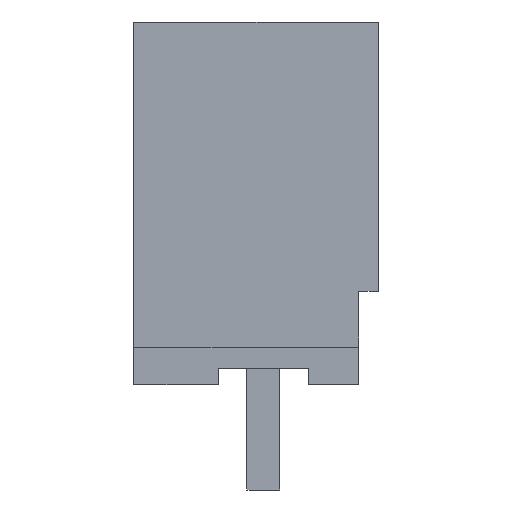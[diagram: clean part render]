
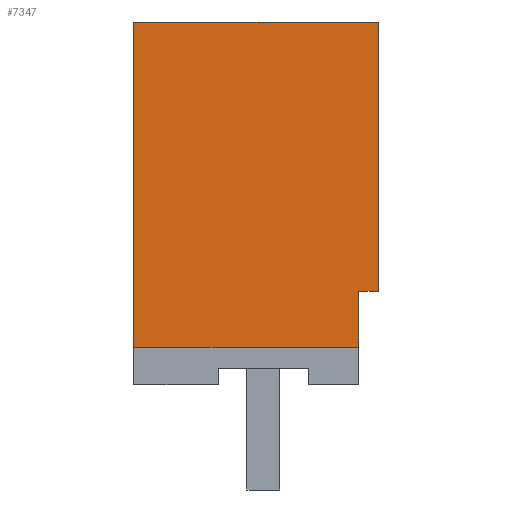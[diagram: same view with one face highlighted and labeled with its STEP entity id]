
A CAD part, left-side view. The second image highlights one B-rep face of the part: STEP entity #7347.
In plain terms, the highlighted planar face has unit normal (-1, 0, 0).
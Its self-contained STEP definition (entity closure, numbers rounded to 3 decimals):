
#7318=AXIS2_PLACEMENT_3D('Plane Axis2P3D',#7315,#7316,#7317) ;
#233=CARTESIAN_POINT('Vertex',(0.,7.45,4.35)) ;
#236=CARTESIAN_POINT('Line Origine',(0.,7.45,9.3)) ;
#240=CARTESIAN_POINT('Vertex',(0.,7.45,14.25)) ;
#5385=CARTESIAN_POINT('Vertex',(0.,0.6,6.05)) ;
#5388=CARTESIAN_POINT('Line Origine',(0.,0.6,5.2)) ;
#5392=CARTESIAN_POINT('Vertex',(0.,0.6,4.35)) ;
#7054=CARTESIAN_POINT('Line Origine',(0.,4.025,4.35)) ;
#7315=CARTESIAN_POINT('Axis2P3D Location',(0.,7.45,14.25)) ;
#7320=CARTESIAN_POINT('Line Origine',(0.,0.,10.15)) ;
#7324=CARTESIAN_POINT('Vertex',(0.,0.,14.25)) ;
#7326=CARTESIAN_POINT('Vertex',(0.,0.,6.05)) ;
#7329=CARTESIAN_POINT('Line Origine',(0.,3.725,14.25)) ;
#7334=CARTESIAN_POINT('Line Origine',(0.,0.3,6.05)) ;
#237=DIRECTION('Vector Direction',(0.,0.,-1.)) ;
#5389=DIRECTION('Vector Direction',(0.,0.,1.)) ;
#7055=DIRECTION('Vector Direction',(0.,-1.,0.)) ;
#7316=DIRECTION('Axis2P3D Direction',(-1.,-0.,0.)) ;
#7317=DIRECTION('Axis2P3D XDirection',(0.,0.,-1.)) ;
#7321=DIRECTION('Vector Direction',(0.,0.,-1.)) ;
#7330=DIRECTION('Vector Direction',(0.,-1.,0.)) ;
#7335=DIRECTION('Vector Direction',(0.,-1.,0.)) ;
#238=VECTOR('Line Direction',#237,1.) ;
#5390=VECTOR('Line Direction',#5389,1.) ;
#7056=VECTOR('Line Direction',#7055,1.) ;
#7322=VECTOR('Line Direction',#7321,1.) ;
#7331=VECTOR('Line Direction',#7330,1.) ;
#7336=VECTOR('Line Direction',#7335,1.) ;
#7340=ORIENTED_EDGE('',*,*,#7328,.F.) ;
#7341=ORIENTED_EDGE('',*,*,#7333,.F.) ;
#7342=ORIENTED_EDGE('',*,*,#242,.T.) ;
#7343=ORIENTED_EDGE('',*,*,#7058,.T.) ;
#7344=ORIENTED_EDGE('',*,*,#5394,.T.) ;
#7345=ORIENTED_EDGE('',*,*,#7338,.F.) ;
#7347=ADVANCED_FACE('HOUSING',(#7346),#7319,.T.) ;
#242=EDGE_CURVE('',#241,#234,#239,.T.) ;
#5394=EDGE_CURVE('',#5393,#5386,#5391,.T.) ;
#7058=EDGE_CURVE('',#234,#5393,#7057,.T.) ;
#7328=EDGE_CURVE('',#7325,#7327,#7323,.T.) ;
#7333=EDGE_CURVE('',#241,#7325,#7332,.T.) ;
#7338=EDGE_CURVE('',#7327,#5386,#7337,.F.) ;
#7339=EDGE_LOOP('',(#7340,#7341,#7342,#7343,#7344,#7345)) ;
#7346=FACE_OUTER_BOUND('',#7339,.T.) ;
#239=LINE('Line',#236,#238) ;
#5391=LINE('Line',#5388,#5390) ;
#7057=LINE('Line',#7054,#7056) ;
#7323=LINE('Line',#7320,#7322) ;
#7332=LINE('Line',#7329,#7331) ;
#7337=LINE('Line',#7334,#7336) ;
#7319=PLANE('',#7318) ;
#234=VERTEX_POINT('',#233) ;
#241=VERTEX_POINT('',#240) ;
#5386=VERTEX_POINT('',#5385) ;
#5393=VERTEX_POINT('',#5392) ;
#7325=VERTEX_POINT('',#7324) ;
#7327=VERTEX_POINT('',#7326) ;
